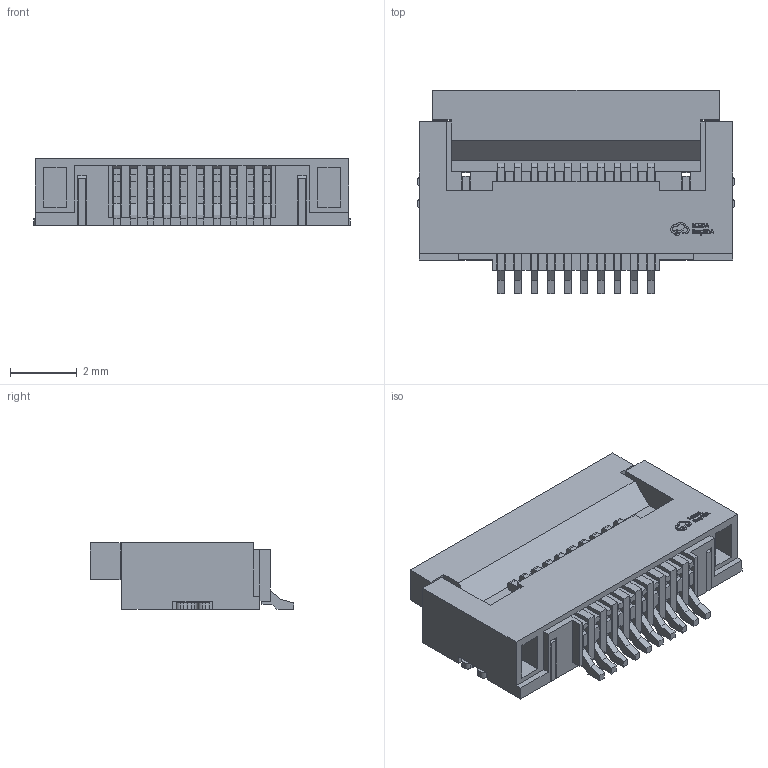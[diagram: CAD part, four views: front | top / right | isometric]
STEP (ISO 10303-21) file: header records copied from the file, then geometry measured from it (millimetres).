
FILE_DESCRIPTION (( 'STEP AP214' ), '1' );
FILE_NAME ('FPC-SMD_P0.5-10P_FGS-XJ-H2.0.step', '2022-07-06T15:56:15', ( '' ), ( '' ), 'SwSTEP 2.0', 'SolidWorks 2020', '' );
FILE_SCHEMA (( 'AUTOMOTIVE_DESIGN' ));
Length unit declared in the file: millimetre
Products named in the file (1): FPC-SMD_P0.5-10P_FGS-XJ-H2.0
Bounding box: 9.5 x 6.1 x 2.01 mm (x, y, z)
Volume: 64.5 mm3; surface area: 395.3 mm2
Topology: 14 solids, 14 shells, 922 faces, 2606 edges, 1716 vertices
Faces by surface type: plane 704, bspline 146, cylinder 72
Entity records: 40863 total; most frequent: CARTESIAN_POINT 8855, ORIENTED_EDGE 5212, DIRECTION 4008, EDGE_CURVE 2606, VECTOR 2166, LINE 2166, VERTEX_POINT 1716, EDGE_LOOP 950
